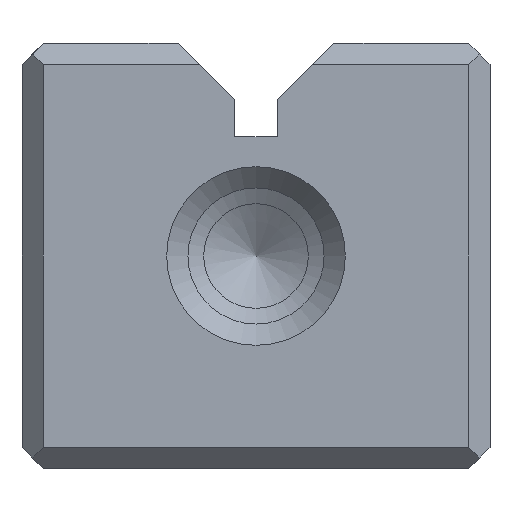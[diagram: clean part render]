
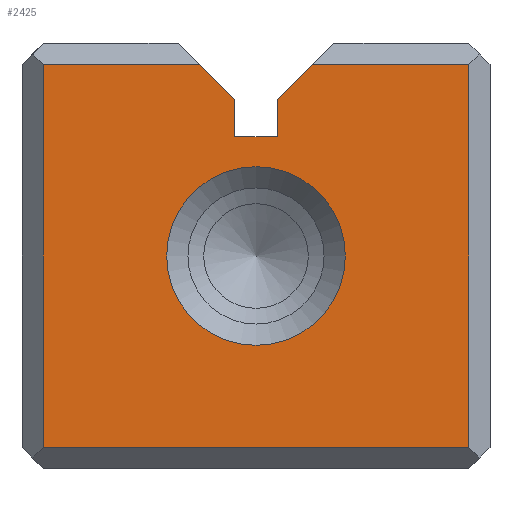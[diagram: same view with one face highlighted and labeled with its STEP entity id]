
A CAD part, front view. The second image highlights one B-rep face of the part: STEP entity #2425.
In plain terms, the highlighted planar face has unit normal (0, -1, 0).
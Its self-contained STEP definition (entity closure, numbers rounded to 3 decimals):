
#2425=ADVANCED_FACE('',(#3031,#3032),#2758,.T.);
#2758=PLANE('',#8145);
#2984=CIRCLE('',#8144,2.1);
#3031=FACE_BOUND('',#3119,.T.);
#3032=FACE_BOUND('',#3120,.T.);
#3119=EDGE_LOOP('',(#3897,#3898,#3899,#3900,#3901,#3902,#3903,#3904,#3905,
#3906));
#3120=EDGE_LOOP('',(#3907));
#3897=ORIENTED_EDGE('',*,*,#6199,.T.);
#3898=ORIENTED_EDGE('',*,*,#6200,.F.);
#3899=ORIENTED_EDGE('',*,*,#6201,.F.);
#3900=ORIENTED_EDGE('',*,*,#6202,.F.);
#3901=ORIENTED_EDGE('',*,*,#6203,.T.);
#3902=ORIENTED_EDGE('',*,*,#6204,.T.);
#3903=ORIENTED_EDGE('',*,*,#6205,.T.);
#3904=ORIENTED_EDGE('',*,*,#6206,.T.);
#3905=ORIENTED_EDGE('',*,*,#6207,.T.);
#3906=ORIENTED_EDGE('',*,*,#6208,.F.);
#3907=ORIENTED_EDGE('',*,*,#6209,.T.);
#5617=VERTEX_POINT('',#10313);
#5618=VERTEX_POINT('',#10314);
#5619=VERTEX_POINT('',#10316);
#5620=VERTEX_POINT('',#10318);
#5621=VERTEX_POINT('',#10320);
#5622=VERTEX_POINT('',#10322);
#5623=VERTEX_POINT('',#10324);
#5624=VERTEX_POINT('',#10326);
#5625=VERTEX_POINT('',#10328);
#5626=VERTEX_POINT('',#10330);
#5627=VERTEX_POINT('',#10333);
#6199=EDGE_CURVE('',#5617,#5618,#6981,.T.);
#6200=EDGE_CURVE('',#5619,#5618,#6982,.T.);
#6201=EDGE_CURVE('',#5620,#5619,#6983,.T.);
#6202=EDGE_CURVE('',#5621,#5620,#6984,.T.);
#6203=EDGE_CURVE('',#5621,#5622,#6985,.T.);
#6204=EDGE_CURVE('',#5622,#5623,#6986,.T.);
#6205=EDGE_CURVE('',#5623,#5624,#6987,.T.);
#6206=EDGE_CURVE('',#5624,#5625,#6988,.T.);
#6207=EDGE_CURVE('',#5625,#5626,#6989,.T.);
#6208=EDGE_CURVE('',#5617,#5626,#6990,.T.);
#6209=EDGE_CURVE('',#5627,#5627,#2984,.T.);
#6981=LINE('',#10312,#7641);
#6982=LINE('',#10315,#7642);
#6983=LINE('',#10317,#7643);
#6984=LINE('',#10319,#7644);
#6985=LINE('',#10321,#7645);
#6986=LINE('',#10323,#7646);
#6987=LINE('',#10325,#7647);
#6988=LINE('',#10327,#7648);
#6989=LINE('',#10329,#7649);
#6990=LINE('',#10331,#7650);
#7641=VECTOR('',#8577,1.);
#7642=VECTOR('',#8578,1.);
#7643=VECTOR('',#8579,1.);
#7644=VECTOR('',#8580,1.);
#7645=VECTOR('',#8581,1.);
#7646=VECTOR('',#8582,1.);
#7647=VECTOR('',#8583,1.);
#7648=VECTOR('',#8584,1.);
#7649=VECTOR('',#8585,1.);
#7650=VECTOR('',#8586,1.);
#8144=AXIS2_PLACEMENT_3D('',#10332,#8587,#8588);
#8145=AXIS2_PLACEMENT_3D('',#10334,#8589,#8590);
#8577=DIRECTION('',(0.,0.,-1.));
#8578=DIRECTION('',(1.,0.,0.));
#8579=DIRECTION('',(0.,0.,-1.));
#8580=DIRECTION('',(0.707,0.,-0.707));
#8581=DIRECTION('',(-1.,0.,0.));
#8582=DIRECTION('',(0.,0.,-1.));
#8583=DIRECTION('',(1.,0.,0.));
#8584=DIRECTION('',(0.,0.,1.));
#8585=DIRECTION('',(-1.,0.,0.));
#8586=DIRECTION('',(0.707,0.,0.707));
#8587=DIRECTION('',(0.,1.,0.));
#8588=DIRECTION('',(0.,0.,1.));
#8589=DIRECTION('',(0.,-1.,0.));
#8590=DIRECTION('',(0.,0.,1.));
#10312=CARTESIAN_POINT('',(6.,0.,7.8));
#10313=CARTESIAN_POINT('',(6.,0.,8.672));
#10314=CARTESIAN_POINT('',(6.,0.,7.8));
#10315=CARTESIAN_POINT('',(5.,0.,7.8));
#10316=CARTESIAN_POINT('',(5.,0.,7.8));
#10317=CARTESIAN_POINT('',(5.,0.,7.8));
#10318=CARTESIAN_POINT('',(5.,0.,8.672));
#10319=CARTESIAN_POINT('',(3.672,0.,10.));
#10320=CARTESIAN_POINT('',(4.172,0.,9.5));
#10321=CARTESIAN_POINT('',(5.5,0.,9.5));
#10322=CARTESIAN_POINT('',(0.5,0.,9.5));
#10323=CARTESIAN_POINT('',(0.5,0.,0.));
#10324=CARTESIAN_POINT('',(0.5,0.,0.5));
#10325=CARTESIAN_POINT('',(5.5,0.,0.5));
#10326=CARTESIAN_POINT('',(10.5,0.,0.5));
#10327=CARTESIAN_POINT('',(10.5,0.,0.));
#10328=CARTESIAN_POINT('',(10.5,0.,9.5));
#10329=CARTESIAN_POINT('',(5.5,0.,9.5));
#10330=CARTESIAN_POINT('',(6.828,0.,9.5));
#10331=CARTESIAN_POINT('',(5.5,0.,8.172));
#10332=CARTESIAN_POINT('',(5.5,0.,5.));
#10333=CARTESIAN_POINT('',(5.5,0.,7.1));
#10334=CARTESIAN_POINT('',(5.5,0.,0.));
